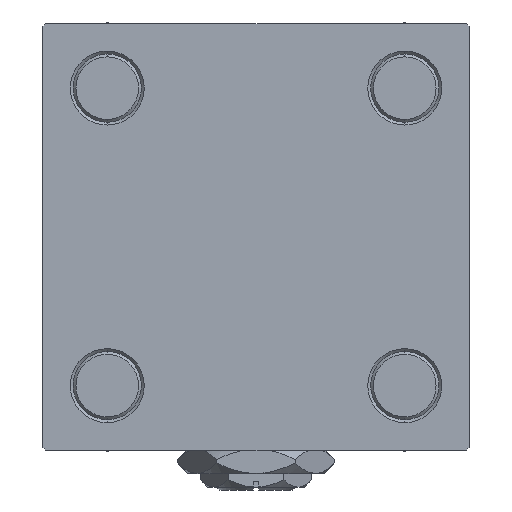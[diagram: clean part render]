
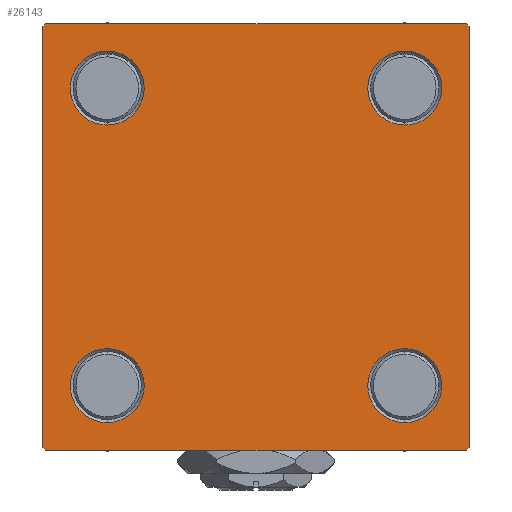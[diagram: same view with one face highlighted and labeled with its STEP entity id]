
A CAD part, left-side view. The second image highlights one B-rep face of the part: STEP entity #26143.
In plain terms, the highlighted planar face has unit normal (-1, 0, 0).
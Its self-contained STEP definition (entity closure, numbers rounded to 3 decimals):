
#162 = DIRECTION ( 'NONE',  ( 1., 0., 0. ) ) ;
#454 = ORIENTED_EDGE ( 'NONE', *, *, #38934, .T. ) ;
#963 = CARTESIAN_POINT ( 'NONE',  ( 0., 37.25, 37.25 ) ) ;
#1004 = PLANE ( 'NONE',  #34001 ) ;
#1038 = CIRCLE ( 'NONE', #25296, 6.5 ) ;
#1143 = CARTESIAN_POINT ( 'NONE',  ( 0., 26.15, -26.15 ) ) ;
#1776 = DIRECTION ( 'NONE',  ( 0., 0., 1. ) ) ;
#2282 = DIRECTION ( 'NONE',  ( 1., 0., 0. ) ) ;
#2305 = LINE ( 'NONE', #30321, #11582 ) ;
#2463 = EDGE_LOOP ( 'NONE', ( #29838, #454, #11668, #4219, #3125, #8064, #34826, #4352 ) ) ;
#2597 = CARTESIAN_POINT ( 'NONE',  ( 0., 26.15, 32.65 ) ) ;
#2702 = EDGE_CURVE ( 'NONE', #11555, #11054, #4038, .T. ) ;
#2948 = DIRECTION ( 'NONE',  ( 1., 0., 0. ) ) ;
#2961 = VERTEX_POINT ( 'NONE', #17680 ) ;
#3125 = ORIENTED_EDGE ( 'NONE', *, *, #35023, .F. ) ;
#3147 = CARTESIAN_POINT ( 'NONE',  ( 0., 37.5, 37.5 ) ) ;
#3366 = ORIENTED_EDGE ( 'NONE', *, *, #4751, .T. ) ;
#3673 = CARTESIAN_POINT ( 'NONE',  ( 0., 26.15, 19.65 ) ) ;
#4038 = CIRCLE ( 'NONE', #5700, 6.5 ) ;
#4219 = ORIENTED_EDGE ( 'NONE', *, *, #28531, .T. ) ;
#4352 = ORIENTED_EDGE ( 'NONE', *, *, #22904, .T. ) ;
#4548 = EDGE_CURVE ( 'NONE', #18267, #50346, #2305, .T. ) ;
#4571 = VERTEX_POINT ( 'NONE', #42385 ) ;
#4719 = DIRECTION ( 'NONE',  ( 1., 0., 0. ) ) ;
#4751 = EDGE_CURVE ( 'NONE', #32297, #50658, #34240, .T. ) ;
#4930 = CARTESIAN_POINT ( 'NONE',  ( 0., 0., 0. ) ) ;
#5459 = DIRECTION ( 'NONE',  ( 0., 0., 1. ) ) ;
#5700 = AXIS2_PLACEMENT_3D ( 'NONE', #42880, #2282, #39214 ) ;
#6731 = EDGE_LOOP ( 'NONE', ( #36887, #20245 ) ) ;
#7285 = CARTESIAN_POINT ( 'NONE',  ( 0., -37.25, -37.25 ) ) ;
#7406 = CARTESIAN_POINT ( 'NONE',  ( 0., -37.5, -37. ) ) ;
#7724 = VERTEX_POINT ( 'NONE', #3673 ) ;
#7835 = DIRECTION ( 'NONE',  ( 0., -1., 0. ) ) ;
#8064 = ORIENTED_EDGE ( 'NONE', *, *, #30107, .T. ) ;
#8775 = VECTOR ( 'NONE', #12997, 1000. ) ;
#9113 = FACE_BOUND ( 'NONE', #6731, .T. ) ;
#9177 = VERTEX_POINT ( 'NONE', #18096 ) ;
#9431 = CARTESIAN_POINT ( 'NONE',  ( 0., -26.15, -26.15 ) ) ;
#9625 = VERTEX_POINT ( 'NONE', #32376 ) ;
#10344 = VERTEX_POINT ( 'NONE', #26161 ) ;
#10820 = CARTESIAN_POINT ( 'NONE',  ( 0., -26.15, -19.65 ) ) ;
#11054 = VERTEX_POINT ( 'NONE', #47735 ) ;
#11555 = VERTEX_POINT ( 'NONE', #20236 ) ;
#11582 = VECTOR ( 'NONE', #18279, 1000. ) ;
#11668 = ORIENTED_EDGE ( 'NONE', *, *, #40828, .T. ) ;
#11685 = CIRCLE ( 'NONE', #40976, 6.5 ) ;
#12254 = FACE_BOUND ( 'NONE', #20745, .T. ) ;
#12295 = EDGE_CURVE ( 'NONE', #11054, #11555, #34496, .T. ) ;
#12997 = DIRECTION ( 'NONE',  ( 0., 0.707, -0.707 ) ) ;
#14229 = CARTESIAN_POINT ( 'NONE',  ( 0., 37.5, -37.5 ) ) ;
#15491 = EDGE_LOOP ( 'NONE', ( #3366, #16623 ) ) ;
#16130 = DIRECTION ( 'NONE',  ( 0., 0., 1. ) ) ;
#16623 = ORIENTED_EDGE ( 'NONE', *, *, #36301, .T. ) ;
#16707 = FACE_OUTER_BOUND ( 'NONE', #2463, .T. ) ;
#17453 = VECTOR ( 'NONE', #34687, 1000. ) ;
#17680 = CARTESIAN_POINT ( 'NONE',  ( 0., -26.15, -32.65 ) ) ;
#18094 = DIRECTION ( 'NONE',  ( 0., -0.707, -0.707 ) ) ;
#18096 = CARTESIAN_POINT ( 'NONE',  ( 0., 37., 37.5 ) ) ;
#18267 = VERTEX_POINT ( 'NONE', #34586 ) ;
#18279 = DIRECTION ( 'NONE',  ( 0., 0., -1. ) ) ;
#18908 = DIRECTION ( 'NONE',  ( 0., 0., 1. ) ) ;
#20236 = CARTESIAN_POINT ( 'NONE',  ( 0., -26.15, 32.65 ) ) ;
#20245 = ORIENTED_EDGE ( 'NONE', *, *, #21105, .T. ) ;
#20745 = EDGE_LOOP ( 'NONE', ( #34514, #39696 ) ) ;
#20852 = LINE ( 'NONE', #963, #8775 ) ;
#20891 = DIRECTION ( 'NONE',  ( -1., 0., 0. ) ) ;
#21105 = EDGE_CURVE ( 'NONE', #2961, #27906, #47996, .T. ) ;
#21162 = FACE_BOUND ( 'NONE', #15491, .T. ) ;
#21528 = VECTOR ( 'NONE', #42399, 1000. ) ;
#22022 = LINE ( 'NONE', #30397, #32654 ) ;
#22904 = EDGE_CURVE ( 'NONE', #9177, #18267, #20852, .T. ) ;
#23518 = ORIENTED_EDGE ( 'NONE', *, *, #2702, .T. ) ;
#24480 = CARTESIAN_POINT ( 'NONE',  ( 0., 26.15, -19.65 ) ) ;
#24847 = EDGE_CURVE ( 'NONE', #51222, #7724, #42303, .T. ) ;
#24957 = DIRECTION ( 'NONE',  ( 0., 0., 1. ) ) ;
#25296 = AXIS2_PLACEMENT_3D ( 'NONE', #9431, #4719, #48983 ) ;
#25422 = AXIS2_PLACEMENT_3D ( 'NONE', #26181, #26692, #42420 ) ;
#25774 = EDGE_CURVE ( 'NONE', #7724, #51222, #43160, .T. ) ;
#26143 = ADVANCED_FACE ( 'NONE', ( #40814, #9113, #21162, #12254, #16707 ), #1004, .T. ) ;
#26161 = CARTESIAN_POINT ( 'NONE',  ( 0., -37., 37.5 ) ) ;
#26181 = CARTESIAN_POINT ( 'NONE',  ( 0., -26.15, -26.15 ) ) ;
#26350 = AXIS2_PLACEMENT_3D ( 'NONE', #38846, #2948, #18908 ) ;
#26692 = DIRECTION ( 'NONE',  ( 1., 0., 0. ) ) ;
#26932 = LINE ( 'NONE', #7285, #21528 ) ;
#27234 = LINE ( 'NONE', #3147, #29159 ) ;
#27906 = VERTEX_POINT ( 'NONE', #10820 ) ;
#28531 = EDGE_CURVE ( 'NONE', #9625, #38663, #26932, .T. ) ;
#29159 = VECTOR ( 'NONE', #7835, 1000. ) ;
#29500 = CARTESIAN_POINT ( 'NONE',  ( 0., 26.15, -32.65 ) ) ;
#29540 = CARTESIAN_POINT ( 'NONE',  ( 0., -26.15, 26.15 ) ) ;
#29838 = ORIENTED_EDGE ( 'NONE', *, *, #4548, .T. ) ;
#30107 = EDGE_CURVE ( 'NONE', #30246, #10344, #46722, .T. ) ;
#30246 = VERTEX_POINT ( 'NONE', #47732 ) ;
#30321 = CARTESIAN_POINT ( 'NONE',  ( 0., 37.5, 37.5 ) ) ;
#30397 = CARTESIAN_POINT ( 'NONE',  ( 0., 37.25, -37.25 ) ) ;
#31471 = DIRECTION ( 'NONE',  ( 0., 0., 1. ) ) ;
#32265 = EDGE_LOOP ( 'NONE', ( #23518, #32660 ) ) ;
#32297 = VERTEX_POINT ( 'NONE', #24480 ) ;
#32376 = CARTESIAN_POINT ( 'NONE',  ( 0., -37., -37.5 ) ) ;
#32654 = VECTOR ( 'NONE', #18094, 1000. ) ;
#32660 = ORIENTED_EDGE ( 'NONE', *, *, #12295, .T. ) ;
#33213 = EDGE_CURVE ( 'NONE', #9177, #10344, #27234, .T. ) ;
#34001 = AXIS2_PLACEMENT_3D ( 'NONE', #4930, #20891, #5459 ) ;
#34240 = CIRCLE ( 'NONE', #36716, 6.5 ) ;
#34496 = CIRCLE ( 'NONE', #46208, 6.5 ) ;
#34514 = ORIENTED_EDGE ( 'NONE', *, *, #24847, .T. ) ;
#34586 = CARTESIAN_POINT ( 'NONE',  ( 0., 37.5, 37. ) ) ;
#34687 = DIRECTION ( 'NONE',  ( 0., 0.707, 0.707 ) ) ;
#34826 = ORIENTED_EDGE ( 'NONE', *, *, #33213, .F. ) ;
#35023 = EDGE_CURVE ( 'NONE', #30246, #38663, #37304, .T. ) ;
#35196 = CARTESIAN_POINT ( 'NONE',  ( 0., -37.25, 37.25 ) ) ;
#35670 = DIRECTION ( 'NONE',  ( 1., 0., 0. ) ) ;
#35922 = CARTESIAN_POINT ( 'NONE',  ( 0., 26.15, 26.15 ) ) ;
#36301 = EDGE_CURVE ( 'NONE', #50658, #32297, #11685, .T. ) ;
#36451 = AXIS2_PLACEMENT_3D ( 'NONE', #35922, #35670, #31471 ) ;
#36716 = AXIS2_PLACEMENT_3D ( 'NONE', #49123, #162, #16130 ) ;
#36887 = ORIENTED_EDGE ( 'NONE', *, *, #42599, .T. ) ;
#37304 = LINE ( 'NONE', #41753, #48401 ) ;
#37580 = LINE ( 'NONE', #14229, #44488 ) ;
#38663 = VERTEX_POINT ( 'NONE', #7406 ) ;
#38846 = CARTESIAN_POINT ( 'NONE',  ( 0., 26.15, 26.15 ) ) ;
#38934 = EDGE_CURVE ( 'NONE', #50346, #4571, #22022, .T. ) ;
#39214 = DIRECTION ( 'NONE',  ( 0., 0., 1. ) ) ;
#39696 = ORIENTED_EDGE ( 'NONE', *, *, #25774, .T. ) ;
#40814 = FACE_BOUND ( 'NONE', #32265, .T. ) ;
#40828 = EDGE_CURVE ( 'NONE', #4571, #9625, #37580, .T. ) ;
#40976 = AXIS2_PLACEMENT_3D ( 'NONE', #1143, #49586, #24957 ) ;
#41235 = DIRECTION ( 'NONE',  ( 0., 0., -1. ) ) ;
#41753 = CARTESIAN_POINT ( 'NONE',  ( 0., -37.5, 37.5 ) ) ;
#41763 = DIRECTION ( 'NONE',  ( 0., -1., 0. ) ) ;
#42303 = CIRCLE ( 'NONE', #26350, 6.5 ) ;
#42385 = CARTESIAN_POINT ( 'NONE',  ( 0., 37., -37.5 ) ) ;
#42399 = DIRECTION ( 'NONE',  ( 0., -0.707, 0.707 ) ) ;
#42420 = DIRECTION ( 'NONE',  ( 0., 0., 1. ) ) ;
#42599 = EDGE_CURVE ( 'NONE', #27906, #2961, #1038, .T. ) ;
#42880 = CARTESIAN_POINT ( 'NONE',  ( 0., -26.15, 26.15 ) ) ;
#43160 = CIRCLE ( 'NONE', #36451, 6.5 ) ;
#44488 = VECTOR ( 'NONE', #41763, 1000. ) ;
#45529 = DIRECTION ( 'NONE',  ( 1., 0., 0. ) ) ;
#46208 = AXIS2_PLACEMENT_3D ( 'NONE', #29540, #45529, #1776 ) ;
#46722 = LINE ( 'NONE', #35196, #17453 ) ;
#47732 = CARTESIAN_POINT ( 'NONE',  ( 0., -37.5, 37. ) ) ;
#47735 = CARTESIAN_POINT ( 'NONE',  ( 0., -26.15, 19.65 ) ) ;
#47996 = CIRCLE ( 'NONE', #25422, 6.5 ) ;
#48166 = CARTESIAN_POINT ( 'NONE',  ( 0., 37.5, -37. ) ) ;
#48401 = VECTOR ( 'NONE', #41235, 1000. ) ;
#48983 = DIRECTION ( 'NONE',  ( 0., 0., 1. ) ) ;
#49123 = CARTESIAN_POINT ( 'NONE',  ( 0., 26.15, -26.15 ) ) ;
#49586 = DIRECTION ( 'NONE',  ( 1., 0., 0. ) ) ;
#50346 = VERTEX_POINT ( 'NONE', #48166 ) ;
#50658 = VERTEX_POINT ( 'NONE', #29500 ) ;
#51222 = VERTEX_POINT ( 'NONE', #2597 ) ;
